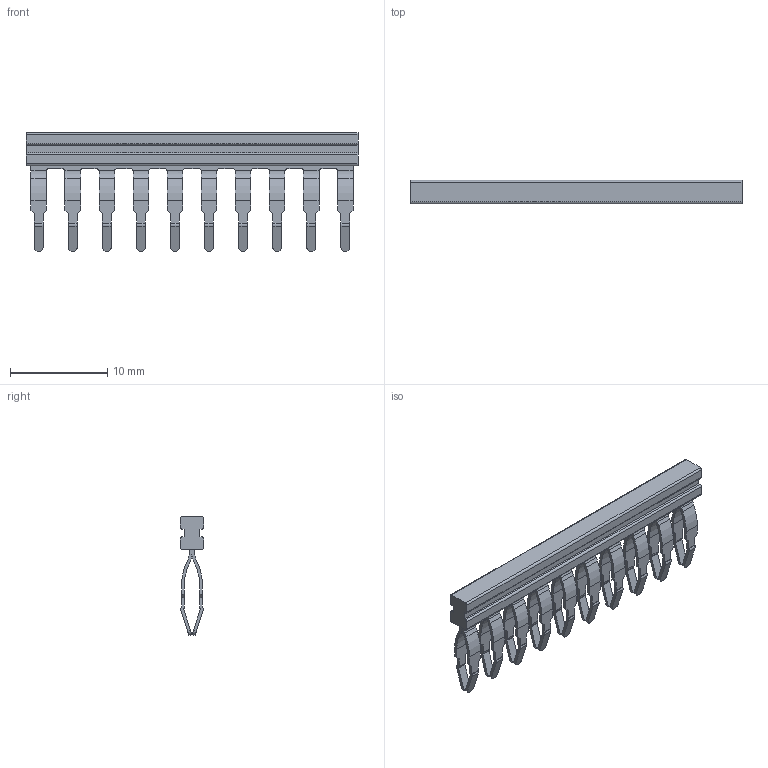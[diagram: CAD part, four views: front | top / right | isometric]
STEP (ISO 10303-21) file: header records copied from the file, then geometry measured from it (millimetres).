
FILE_DESCRIPTION(('CATIA V5R22 STEP214','CAx-IF Rec.Pracs.--- Model Styling and Organization---1.4--- 2014-01-23'),'2;1');
FILE_NAME ('020518-6_0', '2021-06-24T08:35:17+00:00', ('Weidmueller Interface'), ('Weidmueller'), 'CATIA Version 5-6 Release 2016 SP3 HF44', 'CATIA V5 STEP AP214', 'none');
FILE_SCHEMA(('AUTOMOTIVE_DESIGN { 1 0 10303 214 1 1 1 1 }'));
Length unit declared in the file: millimetre
Products named in the file (1): 1754290000
Bounding box: 34.1 x 2.4 x 12.22 mm (x, y, z)
Volume: 326.2 mm3; surface area: 1033 mm2
Topology: 10 solids, 10 shells, 576 faces, 1616 edges, 1060 vertices
Faces by surface type: plane 302, cylinder 274
Entity records: 16692 total; most frequent: ORIENTED_EDGE 3232, CARTESIAN_POINT 3088, DIRECTION 2153, EDGE_CURVE 1616, VERTEX_POINT 1060, VECTOR 1032, LINE 1032, AXIS2_PLACEMENT_3D 836
